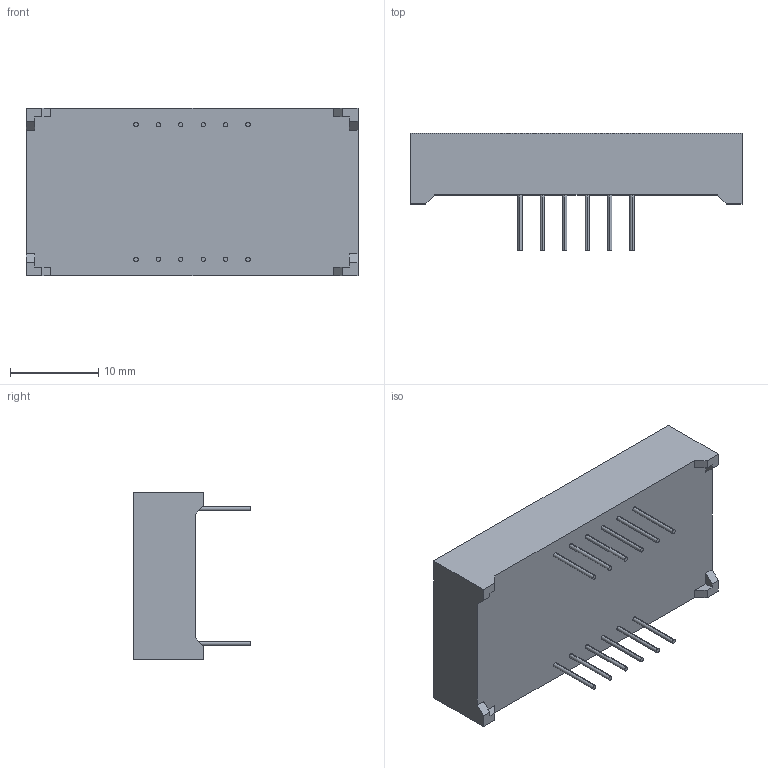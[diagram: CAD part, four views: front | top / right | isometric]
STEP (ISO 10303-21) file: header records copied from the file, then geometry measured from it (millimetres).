
FILE_DESCRIPTION (( 'STEP AP214' ), '1' );
FILE_NAME ('7segment3dig0.56in.STEP', '2024-01-04T17:11:35', ( '' ), ( '' ), 'SwSTEP 2.0', 'SolidWorks 2022', '' );
FILE_SCHEMA (( 'AUTOMOTIVE_DESIGN' ));
Length unit declared in the file: millimetre
Products named in the file (1): 7segment3dig0.56in
Bounding box: 37.6 x 13.3 x 19 mm (x, y, z)
Volume: 5011.7 mm3; surface area: 2400.5 mm2
Topology: 1 solids, 1 shells, 218 faces, 540 edges, 360 vertices
Faces by surface type: plane 188, cylinder 30
Entity records: 7364 total; most frequent: CARTESIAN_POINT 1119, ORIENTED_EDGE 1080, DIRECTION 1038, EDGE_CURVE 540, VECTOR 480, LINE 480, VERTEX_POINT 360, AXIS2_PLACEMENT_3D 279
